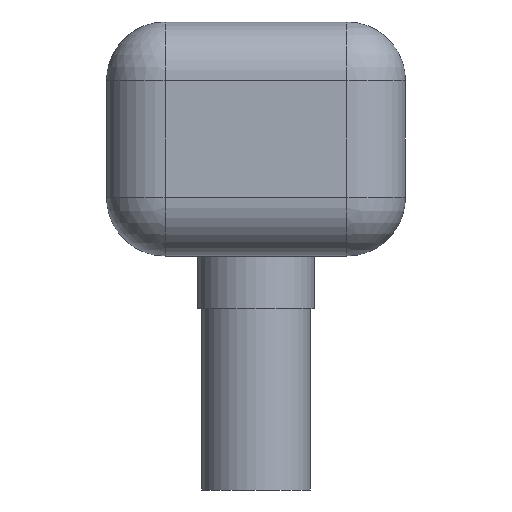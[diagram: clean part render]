
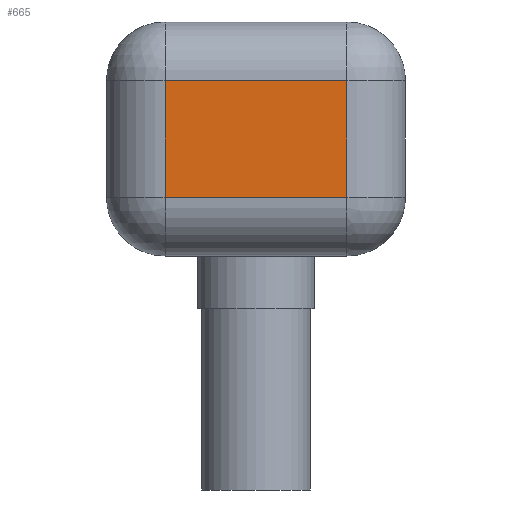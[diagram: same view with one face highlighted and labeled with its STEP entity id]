
A CAD part, front view. The second image highlights one B-rep face of the part: STEP entity #665.
In plain terms, the highlighted planar face has unit normal (0, -1, 0).
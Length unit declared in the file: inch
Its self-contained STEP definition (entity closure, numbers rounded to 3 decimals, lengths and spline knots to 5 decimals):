
#32=PLANE('',#730);
#53=FACE_OUTER_BOUND('',#98,.T.);
#98=EDGE_LOOP('',(#479,#480,#481,#482));
#160=LINE('',#1096,#215);
#161=LINE('',#1098,#216);
#162=LINE('',#1100,#217);
#163=LINE('',#1101,#218);
#215=VECTOR('',#855,0.2);
#216=VECTOR('',#856,0.31102);
#217=VECTOR('',#857,0.2);
#218=VECTOR('',#858,0.31102);
#312=VERTEX_POINT('',#1094);
#313=VERTEX_POINT('',#1095);
#314=VERTEX_POINT('',#1097);
#315=VERTEX_POINT('',#1099);
#374=EDGE_CURVE('',#312,#313,#160,.T.);
#375=EDGE_CURVE('',#313,#314,#161,.T.);
#376=EDGE_CURVE('',#314,#315,#162,.F.);
#377=EDGE_CURVE('',#315,#312,#163,.F.);
#479=ORIENTED_EDGE('',*,*,#374,.T.);
#480=ORIENTED_EDGE('',*,*,#375,.T.);
#481=ORIENTED_EDGE('',*,*,#376,.T.);
#482=ORIENTED_EDGE('',*,*,#377,.T.);
#665=ADVANCED_FACE('',(#53),#32,.F.);
#730=AXIS2_PLACEMENT_3D('',#1093,#853,#854);
#853=DIRECTION('center_axis',(0.,1.,0.));
#854=DIRECTION('ref_axis',(0.,0.,1.));
#855=DIRECTION('',(0.,0.,-1.));
#856=DIRECTION('',(1.,0.,0.));
#857=DIRECTION('',(0.,0.,-1.));
#858=DIRECTION('',(1.,0.,0.));
#1093=CARTESIAN_POINT('Origin',(-1.04457,0.05986,0.6));
#1094=CARTESIAN_POINT('',(-0.94457,0.05986,0.7));
#1095=CARTESIAN_POINT('',(-0.94457,0.05986,0.5));
#1096=CARTESIAN_POINT('',(-0.94457,0.05986,0.7));
#1097=CARTESIAN_POINT('',(-0.63355,0.05986,0.5));
#1098=CARTESIAN_POINT('',(-0.94457,0.05986,0.5));
#1099=CARTESIAN_POINT('',(-0.63355,0.05986,0.7));
#1100=CARTESIAN_POINT('',(-0.63355,0.05986,0.7));
#1101=CARTESIAN_POINT('',(-0.94457,0.05986,0.7));
